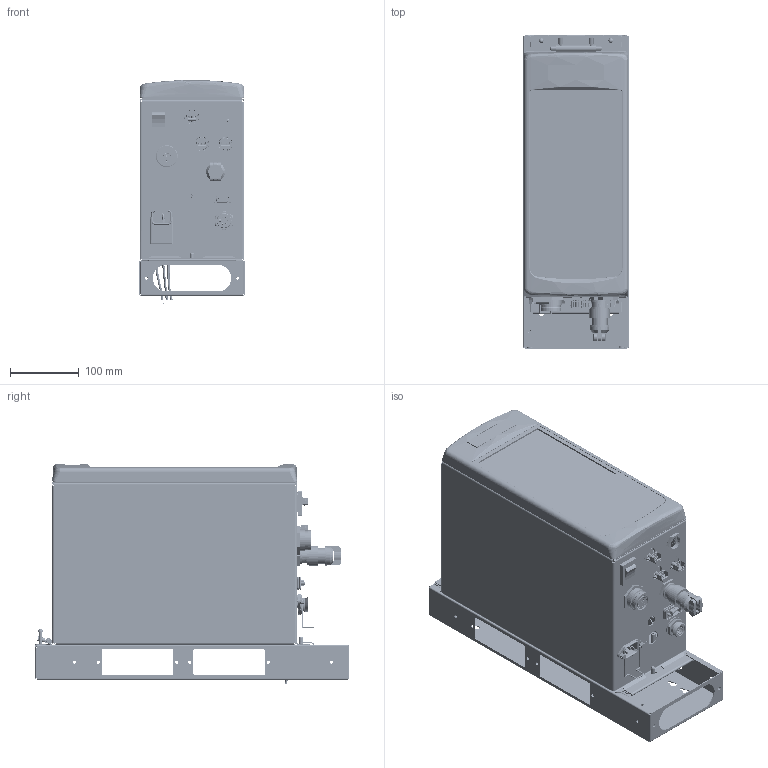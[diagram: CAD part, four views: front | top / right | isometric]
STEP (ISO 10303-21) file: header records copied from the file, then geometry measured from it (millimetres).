
FILE_DESCRIPTION((''),'2;1');
FILE_NAME('QB4101-XDV','2014-09-25T',('VST0704'),(''),'PRO/ENGINEER BY PARAMETRIC TECHNOLOGY CORPORATION, 2010430','PRO/ENGINEER BY PARAMETRIC TECHNOLOGY CORPORATION, 2010430','');
FILE_SCHEMA(('CONFIG_CONTROL_DESIGN'));
Products named in the file (1): QB4101-XDV
Bounding box: 154 x 457.2 x 326.58 mm (x, y, z)
Surface area: 1471650.1 mm2 (no closed solid volume)
Topology: 0 solids, 643 shells, 5352 faces, 21750 edges, 16557 vertices
Faces by surface type: plane 3030, cylinder 1489, cone 360, bspline 264, torus 140, sphere 50, extrusion 19
Entity records: 257380 total; most frequent: CARTESIAN_POINT 82048, DIRECTION 34686, ORIENTED_EDGE 31914, EDGE_CURVE 21632, VERTEX_POINT 16557, VECTOR 14510, LINE 14491, AXIS2_PLACEMENT_3D 10088
